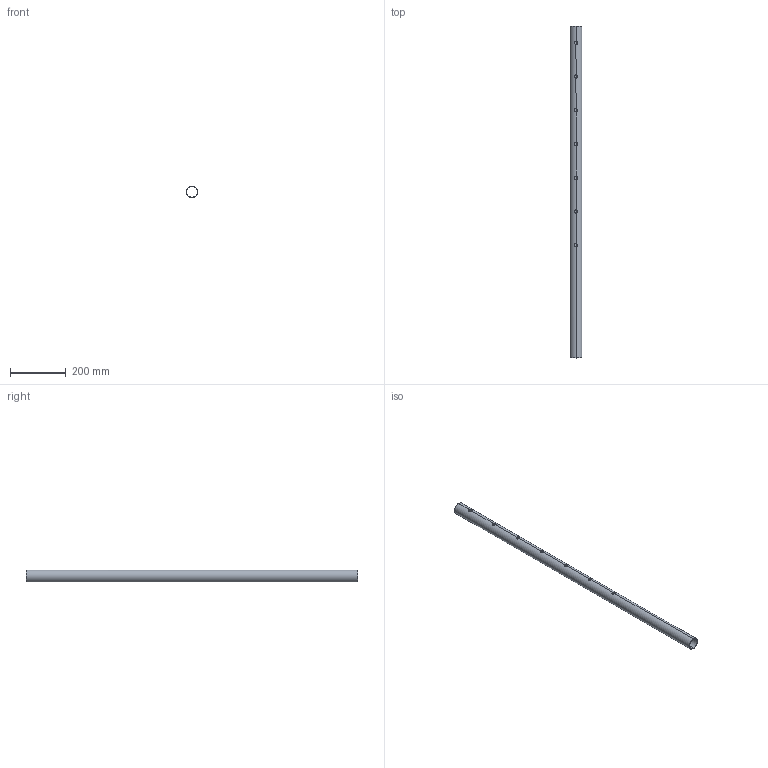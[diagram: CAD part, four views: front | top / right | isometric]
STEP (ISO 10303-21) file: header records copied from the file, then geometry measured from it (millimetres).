
FILE_DESCRIPTION (( 'STEP AP203' ), '1' );
FILE_NAME ('51122-240.step', '2019-09-11T08:36:20', ( '' ), ( '' ), 'SwSTEP 2.0', 'SolidWorks 2015', '' );
FILE_SCHEMA (( 'CONFIG_CONTROL_DESIGN' ));
Length unit declared in the file: millimetre
Products named in the file (1): 51122-240
Bounding box: 42.4 x 1190 x 42.4 mm (x, y, z)
Volume: 298811 mm3; surface area: 300420 mm2
Topology: 1 solids, 1 shells, 246 faces, 708 edges, 472 vertices
Faces by surface type: plane 109, bspline 83, cylinder 54
Entity records: 13826 total; most frequent: CARTESIAN_POINT 7945, ORIENTED_EDGE 1416, DIRECTION 866, EDGE_CURVE 708, VERTEX_POINT 472, VECTOR 326, LINE 326, EDGE_LOOP 284
